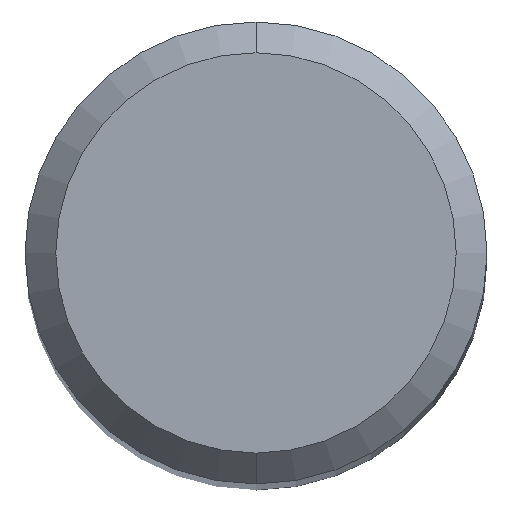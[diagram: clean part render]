
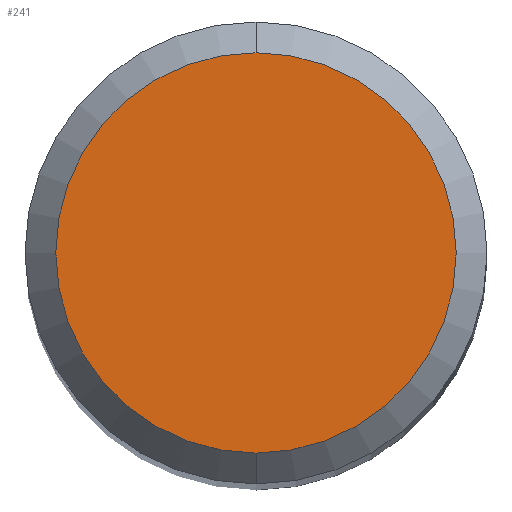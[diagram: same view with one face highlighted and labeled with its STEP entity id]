
A CAD part, top view. The second image highlights one B-rep face of the part: STEP entity #241.
In plain terms, the highlighted planar face has unit normal (0, 0, 1).
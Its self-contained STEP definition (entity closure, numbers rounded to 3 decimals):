
#233=VERTEX_POINT('',#594);
#241=ADVANCED_FACE('',(#603),#604,.T.);
#369=VERTEX_POINT('',#751);
#403=EDGE_CURVE('',#233,#369,#786,.T.);
#469=EDGE_CURVE('',#369,#233,#861,.T.);
#594=CARTESIAN_POINT('',(0.0,2.6,0.0));
#603=FACE_OUTER_BOUND('',#1018,.T.);
#604=PLANE('',#1019);
#751=CARTESIAN_POINT('',(0.,-2.6,0.0));
#786=CIRCLE('',#1417,2.6);
#861=CIRCLE('',#1530,2.6);
#1018=EDGE_LOOP('',(#1700,#1701));
#1019=AXIS2_PLACEMENT_3D('',#1702,#1703,#1704);
#1417=AXIS2_PLACEMENT_3D('',#1910,#1911,#1912);
#1530=AXIS2_PLACEMENT_3D('',#2006,#2007,#2008);
#1700=ORIENTED_EDGE('',*,*,#403,.F.);
#1701=ORIENTED_EDGE('',*,*,#469,.F.);
#1702=CARTESIAN_POINT('',(0.0,1.3,0.0));
#1703=DIRECTION('',(-0.0,0.0,1.0));
#1704=DIRECTION('',(0.0,-1.0,0.0));
#1910=CARTESIAN_POINT('',(0.0,0.0,0.0));
#1911=DIRECTION('',(0.0,0.0,-1.0));
#1912=DIRECTION('',(0.0,1.0,0.0));
#2006=CARTESIAN_POINT('',(0.0,0.0,0.0));
#2007=DIRECTION('',(0.0,0.0,-1.0));
#2008=DIRECTION('',(0.0,1.0,0.0));
